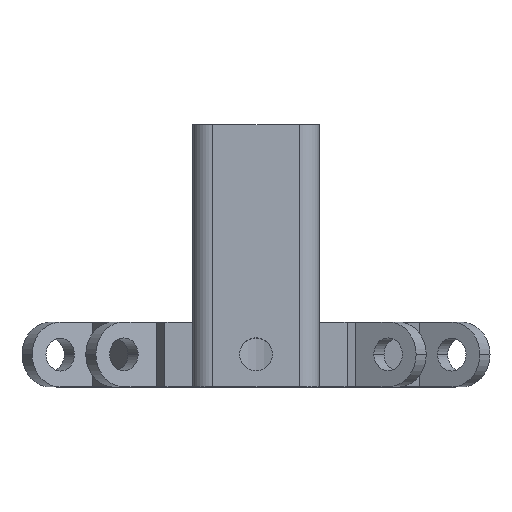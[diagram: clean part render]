
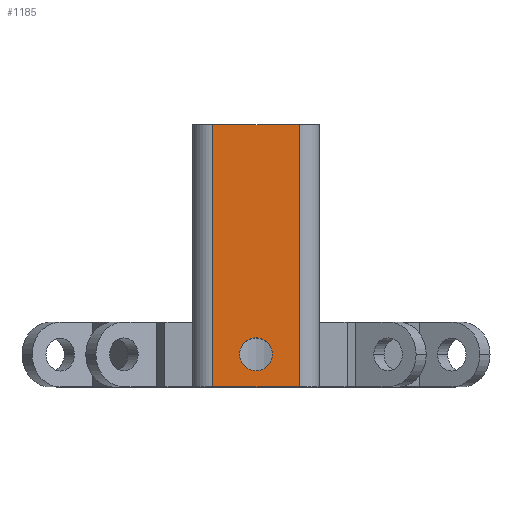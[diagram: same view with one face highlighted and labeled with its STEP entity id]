
A CAD part, top view. The second image highlights one B-rep face of the part: STEP entity #1185.
In plain terms, the highlighted planar face has unit normal (0, 0, 1).
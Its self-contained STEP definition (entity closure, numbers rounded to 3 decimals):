
#19 = ORIENTED_EDGE ( 'NONE', *, *, #2998, .T. ) ;
#79 = CIRCLE ( 'NONE', #2995, 1.625 ) ;
#349 = LINE ( 'NONE', #1439, #1562 ) ;
#423 = AXIS2_PLACEMENT_3D ( 'NONE', #1898, #2416, #1023 ) ;
#610 = AXIS2_PLACEMENT_3D ( 'NONE', #1040, #1543, #2365 ) ;
#623 = CARTESIAN_POINT ( 'NONE',  ( -6.25, 25.9, 21.188 ) ) ;
#626 = EDGE_CURVE ( 'NONE', #1946, #1345, #3135, .T. ) ;
#742 = ORIENTED_EDGE ( 'NONE', *, *, #3131, .T. ) ;
#959 = CARTESIAN_POINT ( 'NONE',  ( -4.25, 0., 21.188 ) ) ;
#960 = CARTESIAN_POINT ( 'NONE',  ( -4.25, 0., 21.188 ) ) ;
#1001 = VECTOR ( 'NONE', #2530, 1000. ) ;
#1023 = DIRECTION ( 'NONE',  ( 1., 0., 0. ) ) ;
#1040 = CARTESIAN_POINT ( 'NONE',  ( 0., 0., 21.188 ) ) ;
#1097 = DIRECTION ( 'NONE',  ( 1., 0., 0. ) ) ;
#1157 = ORIENTED_EDGE ( 'NONE', *, *, #3301, .F. ) ;
#1170 = CIRCLE ( 'NONE', #423, 1.625 ) ;
#1185 = ADVANCED_FACE ( 'NONE', ( #2396, #3489 ), #1328, .T. ) ;
#1204 = DIRECTION ( 'NONE',  ( 0., 1., 0. ) ) ;
#1328 = PLANE ( 'NONE',  #610 ) ;
#1345 = VERTEX_POINT ( 'NONE', #3297 ) ;
#1439 = CARTESIAN_POINT ( 'NONE',  ( -6.25, 0., 21.188 ) ) ;
#1485 = ORIENTED_EDGE ( 'NONE', *, *, #3236, .F. ) ;
#1543 = DIRECTION ( 'NONE',  ( 0., 0., 1. ) ) ;
#1562 = VECTOR ( 'NONE', #2260, 1000. ) ;
#1682 = VECTOR ( 'NONE', #1204, 1000. ) ;
#1791 = DIRECTION ( 'NONE',  ( 0., -1., 0. ) ) ;
#1801 = CARTESIAN_POINT ( 'NONE',  ( -1.625, 3.2, 21.188 ) ) ;
#1839 = VERTEX_POINT ( 'NONE', #3177 ) ;
#1884 = VERTEX_POINT ( 'NONE', #3228 ) ;
#1898 = CARTESIAN_POINT ( 'NONE',  ( 0., 3.2, 21.188 ) ) ;
#1944 = VERTEX_POINT ( 'NONE', #1801 ) ;
#1946 = VERTEX_POINT ( 'NONE', #2675 ) ;
#2100 = EDGE_CURVE ( 'NONE', #1884, #1345, #2221, .T. ) ;
#2181 = CARTESIAN_POINT ( 'NONE',  ( 0., 3.2, 21.188 ) ) ;
#2188 = VERTEX_POINT ( 'NONE', #959 ) ;
#2218 = DIRECTION ( 'NONE',  ( 0., 0., 1. ) ) ;
#2221 = LINE ( 'NONE', #623, #1001 ) ;
#2260 = DIRECTION ( 'NONE',  ( 1., 0., 0. ) ) ;
#2365 = DIRECTION ( 'NONE',  ( 1., 0., 0. ) ) ;
#2396 = FACE_OUTER_BOUND ( 'NONE', #2514, .T. ) ;
#2411 = ORIENTED_EDGE ( 'NONE', *, *, #626, .T. ) ;
#2416 = DIRECTION ( 'NONE',  ( 0., 0., 1. ) ) ;
#2514 = EDGE_LOOP ( 'NONE', ( #19, #2411, #2670, #742 ) ) ;
#2530 = DIRECTION ( 'NONE',  ( 1., 0., 0. ) ) ;
#2565 = CARTESIAN_POINT ( 'NONE',  ( 4.25, 25.9, 21.188 ) ) ;
#2670 = ORIENTED_EDGE ( 'NONE', *, *, #2100, .F. ) ;
#2675 = CARTESIAN_POINT ( 'NONE',  ( 4.25, 0., 21.188 ) ) ;
#2943 = EDGE_LOOP ( 'NONE', ( #1485, #1157 ) ) ;
#2995 = AXIS2_PLACEMENT_3D ( 'NONE', #2181, #2218, #1097 ) ;
#2998 = EDGE_CURVE ( 'NONE', #2188, #1946, #349, .T. ) ;
#3122 = LINE ( 'NONE', #960, #3445 ) ;
#3131 = EDGE_CURVE ( 'NONE', #1884, #2188, #3122, .T. ) ;
#3135 = LINE ( 'NONE', #2565, #1682 ) ;
#3177 = CARTESIAN_POINT ( 'NONE',  ( 1.625, 3.2, 21.188 ) ) ;
#3228 = CARTESIAN_POINT ( 'NONE',  ( -4.25, 25.9, 21.188 ) ) ;
#3236 = EDGE_CURVE ( 'NONE', #1839, #1944, #1170, .T. ) ;
#3297 = CARTESIAN_POINT ( 'NONE',  ( 4.25, 25.9, 21.188 ) ) ;
#3301 = EDGE_CURVE ( 'NONE', #1944, #1839, #79, .T. ) ;
#3445 = VECTOR ( 'NONE', #1791, 1000. ) ;
#3489 = FACE_BOUND ( 'NONE', #2943, .T. ) ;
